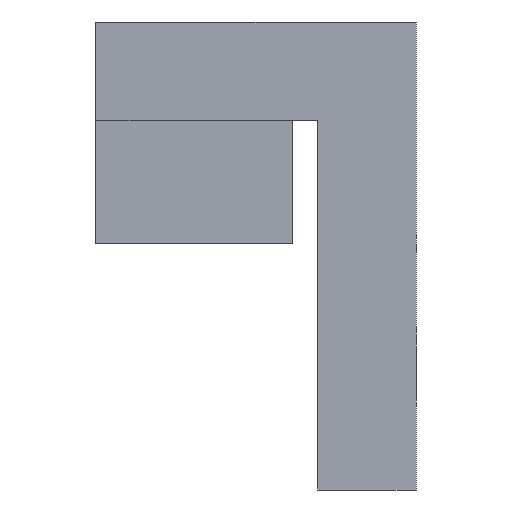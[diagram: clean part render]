
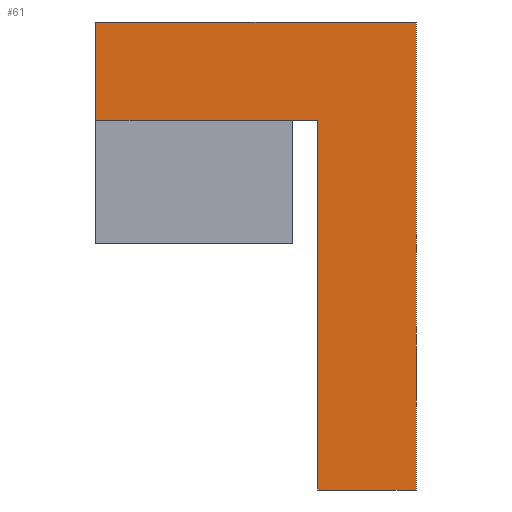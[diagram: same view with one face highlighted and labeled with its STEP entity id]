
A CAD part, front view. The second image highlights one B-rep face of the part: STEP entity #61.
In plain terms, the highlighted planar face has unit normal (0, -1, 0).
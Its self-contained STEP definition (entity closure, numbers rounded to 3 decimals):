
#61=ADVANCED_FACE('',(#149),#151,.T.);
#149=FACE_BOUND('',#150,.T.);
#150=EDGE_LOOP('',(#325,#326,#327,#328,#329,#330));
#151=PLANE('',#152);
#152=AXIS2_PLACEMENT_3D('',#153,#154,#155);
#153=CARTESIAN_POINT('',(-4.,-40.,0.));
#154=DIRECTION('',(0.,-1.,0.));
#155=DIRECTION('',(1.,0.,0.));
#325=ORIENTED_EDGE('',*,*,#427,.T.);
#326=ORIENTED_EDGE('',*,*,#428,.T.);
#327=ORIENTED_EDGE('',*,*,#429,.T.);
#328=ORIENTED_EDGE('',*,*,#430,.F.);
#329=ORIENTED_EDGE('',*,*,#404,.F.);
#330=ORIENTED_EDGE('',*,*,#419,.F.);
#404=EDGE_CURVE('',#468,#470,#471,.T.);
#419=EDGE_CURVE('',#496,#468,#498,.T.);
#427=EDGE_CURVE('',#496,#509,#510,.T.);
#428=EDGE_CURVE('',#509,#511,#512,.T.);
#429=EDGE_CURVE('',#511,#513,#514,.T.);
#430=EDGE_CURVE('',#470,#513,#515,.T.);
#468=VERTEX_POINT('',#582);
#470=VERTEX_POINT('',#586);
#471=LINE('',#587,#588);
#496=VERTEX_POINT('',#644);
#498=LINE('',#648,#649);
#509=VERTEX_POINT('',#675);
#510=LINE('',#676,#677);
#511=VERTEX_POINT('',#679);
#512=LINE('',#680,#681);
#513=VERTEX_POINT('',#683);
#514=LINE('',#684,#685);
#515=LINE('',#687,#688);
#582=CARTESIAN_POINT('',(-4.,-40.,9.));
#586=CARTESIAN_POINT('',(9.,-40.,9.));
#587=CARTESIAN_POINT('',(-4.,-40.,9.));
#588=VECTOR('',#589,1.);
#589=DIRECTION('',(1.,0.,0.));
#644=CARTESIAN_POINT('',(-4.,-40.,5.));
#648=CARTESIAN_POINT('',(-4.,-40.,5.));
#649=VECTOR('',#650,1.);
#650=DIRECTION('',(0.,0.,1.));
#675=CARTESIAN_POINT('',(5.,-40.,5.));
#676=CARTESIAN_POINT('',(-4.,-40.,5.));
#677=VECTOR('',#678,1.);
#678=DIRECTION('',(1.,0.,0.));
#679=CARTESIAN_POINT('',(5.,-40.,-10.));
#680=CARTESIAN_POINT('',(5.,-40.,5.));
#681=VECTOR('',#682,1.);
#682=DIRECTION('',(0.,0.,-1.));
#683=CARTESIAN_POINT('',(9.,-40.,-10.));
#684=CARTESIAN_POINT('',(5.,-40.,-10.));
#685=VECTOR('',#686,1.);
#686=DIRECTION('',(1.,0.,0.));
#687=CARTESIAN_POINT('',(9.,-40.,9.));
#688=VECTOR('',#689,1.);
#689=DIRECTION('',(0.,0.,-1.));
